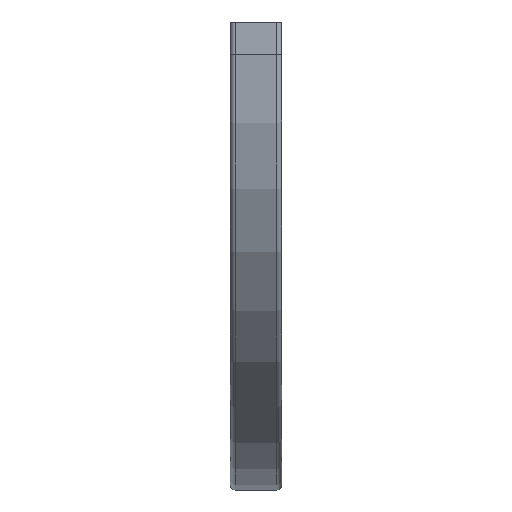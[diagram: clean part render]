
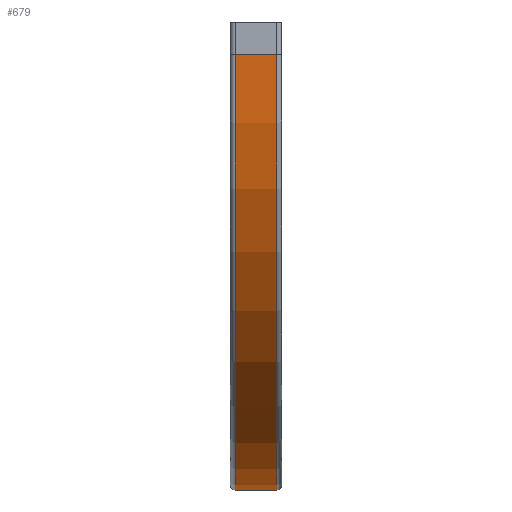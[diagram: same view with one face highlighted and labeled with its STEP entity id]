
A CAD part, left-side view. The second image highlights one B-rep face of the part: STEP entity #679.
In plain terms, the highlighted cylindrical face has radius 118.618 mm (diameter 237.236 mm), a partial arc.
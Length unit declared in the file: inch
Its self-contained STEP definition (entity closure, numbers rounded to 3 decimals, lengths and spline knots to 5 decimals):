
#43=FACE_OUTER_BOUND('',#87,.T.);
#87=EDGE_LOOP('',(#463,#464,#465,#466));
#131=LINE('',#1099,#183);
#134=LINE('',#1105,#186);
#183=VECTOR('',#855,0.3937);
#186=VECTOR('',#860,0.3937);
#235=CIRCLE('',#739,4.67);
#237=CIRCLE('',#744,4.67);
#285=VERTEX_POINT('',#1080);
#287=VERTEX_POINT('',#1086);
#291=VERTEX_POINT('',#1098);
#293=VERTEX_POINT('',#1104);
#349=EDGE_CURVE('',#285,#287,#235,.T.);
#353=EDGE_CURVE('',#287,#291,#131,.T.);
#356=EDGE_CURVE('',#285,#293,#134,.T.);
#357=EDGE_CURVE('',#291,#293,#237,.T.);
#463=ORIENTED_EDGE('',*,*,#349,.F.);
#464=ORIENTED_EDGE('',*,*,#356,.T.);
#465=ORIENTED_EDGE('',*,*,#357,.F.);
#466=ORIENTED_EDGE('',*,*,#353,.F.);
#657=CYLINDRICAL_SURFACE('',#743,4.67);
#679=ADVANCED_FACE('',(#43),#657,.T.);
#739=AXIS2_PLACEMENT_3D('',#1090,#845,#846);
#743=AXIS2_PLACEMENT_3D('',#1103,#858,#859);
#744=AXIS2_PLACEMENT_3D('',#1106,#861,#862);
#845=DIRECTION('center_axis',(0.,-1.,0.));
#846=DIRECTION('ref_axis',(-0.707,0.,-0.707));
#855=DIRECTION('',(0.,1.,0.));
#858=DIRECTION('center_axis',(0.,1.,0.));
#859=DIRECTION('ref_axis',(0.,0.,-1.));
#860=DIRECTION('',(0.,1.,0.));
#861=DIRECTION('center_axis',(0.,1.,0.));
#862=DIRECTION('ref_axis',(-0.707,0.,-0.707));
#1080=CARTESIAN_POINT('',(-0.17,0.05,0.));
#1086=CARTESIAN_POINT('',(4.5,0.05,-4.67));
#1090=CARTESIAN_POINT('Origin',(4.5,0.05,0.));
#1098=CARTESIAN_POINT('',(4.5,0.5,-4.67));
#1099=CARTESIAN_POINT('',(4.5,0.,-4.67));
#1103=CARTESIAN_POINT('Origin',(4.5,0.,0.));
#1104=CARTESIAN_POINT('',(-0.17,0.5,0.));
#1105=CARTESIAN_POINT('',(-0.17,0.,0.));
#1106=CARTESIAN_POINT('Origin',(4.5,0.5,0.));
